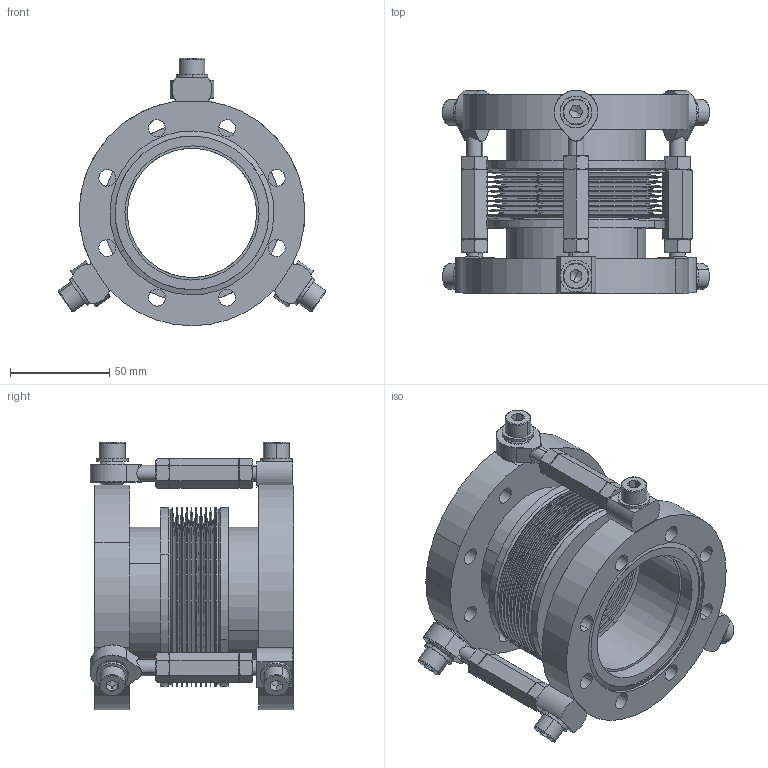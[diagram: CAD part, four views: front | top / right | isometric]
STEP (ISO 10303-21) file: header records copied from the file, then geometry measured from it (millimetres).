
FILE_DESCRIPTION(('CATIA V5 STEP Exchange'),'2;1');
FILE_NAME('PA63.stp','2012-12-14T07:44:12+00:00',('none'),('none'),'CATIA Version 5 Release 20 SP 7 (IN-10)','CATIA V5 STEP AP214','none');
FILE_SCHEMA(('AUTOMOTIVE_DESIGN { 1 0 10303 214 1 1 1 1 }'));
Length unit declared in the file: millimetre
Products named in the file (9): PA63; 60324; 5700; 5701; 5706; 17108025; 25108000; 26108000; 34108000
Assembly tree (28 placements, depth 2):
  PA63
    60324
    5700  x3
    5701  x3
    5706  x3
    17108025  x6
    25108000  x3
    26108000  x6
    34108000  x3
Bounding box: 134.57 x 102.25 x 134.53 mm (x, y, z)
Volume: 322688.5 mm3; surface area: 237867.8 mm2
Topology: 46 solids, 46 shells, 823 faces, 1877 edges, 1166 vertices
Faces by surface type: plane 298, cylinder 283, cone 176, torus 36, sphere 30
Entity records: 11607 total; most frequent: CARTESIAN_POINT 2465, ORIENTED_EDGE 1846, DIRECTION 1508, EDGE_CURVE 923, AXIS2_PLACEMENT_3D 815, VERTEX_POINT 584, EDGE_LOOP 531, CIRCLE 488
